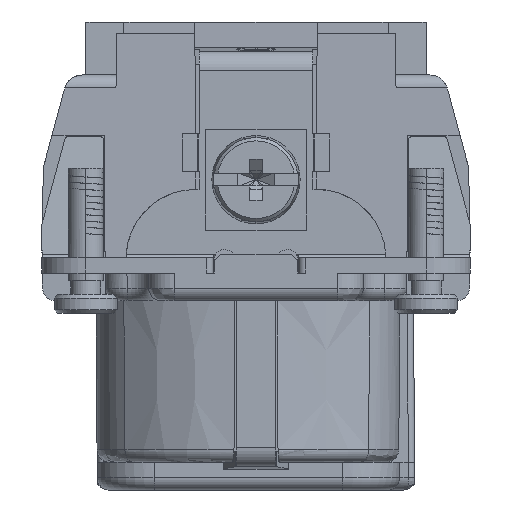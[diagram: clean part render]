
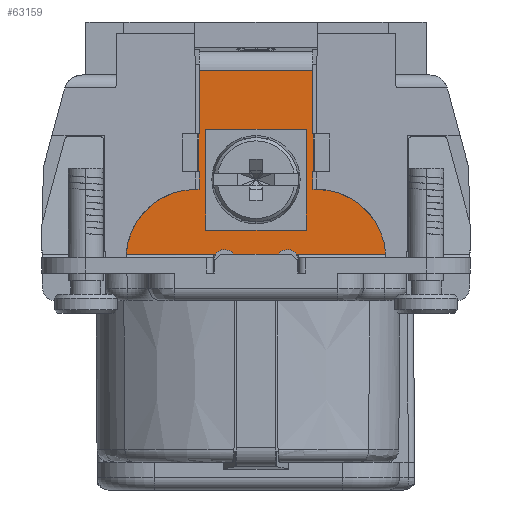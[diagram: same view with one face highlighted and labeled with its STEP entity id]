
A CAD part, left-side view. The second image highlights one B-rep face of the part: STEP entity #63159.
In plain terms, the highlighted planar face has unit normal (-1, 0, 0).
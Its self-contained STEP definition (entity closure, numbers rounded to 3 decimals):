
#10526=DIRECTION('',(0.,-1.,0.));
#10527=VECTOR('',#10526,7.085);
#10528=CARTESIAN_POINT('',(-33.15,-3.203,2.2));
#10529=LINE('',#10528,#10527);
#10556=CARTESIAN_POINT('',(-33.15,2.475,1.629));
#10557=DIRECTION('',(-1.,0.,0.));
#10558=DIRECTION('',(0.,-1.,0.));
#10559=AXIS2_PLACEMENT_3D('',#10556,#10557,#10558);
#10561=CARTESIAN_POINT('',(-33.15,4.8,1.829));
#10562=DIRECTION('',(1.,0.,0.));
#10563=DIRECTION('',(0.,0.998,0.067));
#10564=AXIS2_PLACEMENT_3D('',#10561,#10562,#10563);
#10566=CARTESIAN_POINT('',(-33.15,-4.8,1.829));
#10567=DIRECTION('',(1.,0.,0.));
#10568=DIRECTION('',(0.,0.,1.));
#10569=AXIS2_PLACEMENT_3D('',#10566,#10567,#10568);
#10571=CARTESIAN_POINT('',(-33.15,-2.475,1.629));
#10572=DIRECTION('',(-1.,0.,0.));
#10573=DIRECTION('',(0.,-0.787,0.618));
#10574=AXIS2_PLACEMENT_3D('',#10571,#10572,#10573);
#10576=DIRECTION('',(0.,0.,-1.));
#10577=VECTOR('',#10576,8.);
#10578=CARTESIAN_POINT('',(-33.15,4.,12.1));
#10579=LINE('',#10578,#10577);
#10580=DIRECTION('',(0.,-1.,0.));
#10581=VECTOR('',#10580,8.);
#10582=CARTESIAN_POINT('',(-33.15,4.,4.1));
#10583=LINE('',#10582,#10581);
#10584=DIRECTION('',(0.,0.,1.));
#10585=VECTOR('',#10584,8.);
#10586=CARTESIAN_POINT('',(-33.15,-4.,4.1));
#10587=LINE('',#10586,#10585);
#10588=DIRECTION('',(0.,1.,0.));
#10589=VECTOR('',#10588,8.);
#10590=CARTESIAN_POINT('',(-33.15,-4.,12.1));
#10591=LINE('',#10590,#10589);
#10610=DIRECTION('',(0.,0.,1.));
#10611=VECTOR('',#10610,0.45);
#10612=CARTESIAN_POINT('',(-33.15,-1.55,1.179));
#10613=LINE('',#10612,#10611);
#11028=DIRECTION('',(0.,1.,0.));
#11029=VECTOR('',#11028,0.3);
#11030=CARTESIAN_POINT('',(-33.15,-4.8,7.329));
#11031=LINE('',#11030,#11029);
#11036=DIRECTION('',(0.,0.,1.));
#11037=VECTOR('',#11036,1.4);
#11038=CARTESIAN_POINT('',(-33.15,-4.5,7.329));
#11039=LINE('',#11038,#11037);
#11049=DIRECTION('',(0.,-1.,0.));
#11050=VECTOR('',#11049,0.05);
#11051=CARTESIAN_POINT('',(-33.15,-4.5,8.729));
#11052=LINE('',#11051,#11050);
#11071=DIRECTION('',(0.,0.,1.));
#11072=VECTOR('',#11071,3.);
#11073=CARTESIAN_POINT('',(-33.15,-4.55,8.729));
#11074=LINE('',#11073,#11072);
#11080=DIRECTION('',(0.,1.,0.));
#11081=VECTOR('',#11080,0.05);
#11082=CARTESIAN_POINT('',(-33.15,-4.55,11.729));
#11083=LINE('',#11082,#11081);
#11109=DIRECTION('',(0.,0.,1.));
#11110=VECTOR('',#11109,5.05);
#11111=CARTESIAN_POINT('',(-33.15,-4.5,11.729));
#11112=LINE('',#11111,#11110);
#11249=DIRECTION('',(0.,0.,-1.));
#11250=VECTOR('',#11249,5.05);
#11251=CARTESIAN_POINT('',(-33.15,4.5,16.779));
#11252=LINE('',#11251,#11250);
#11257=DIRECTION('',(0.,1.,0.));
#11258=VECTOR('',#11257,9.);
#11259=CARTESIAN_POINT('',(-33.15,-4.5,16.779));
#11260=LINE('',#11259,#11258);
#11270=DIRECTION('',(0.,1.,0.));
#11271=VECTOR('',#11270,0.05);
#11272=CARTESIAN_POINT('',(-33.15,4.5,11.729));
#11273=LINE('',#11272,#11271);
#11457=DIRECTION('',(0.,1.,0.));
#11458=VECTOR('',#11457,0.3);
#11459=CARTESIAN_POINT('',(-33.15,4.5,7.329));
#11460=LINE('',#11459,#11458);
#11517=DIRECTION('',(0.,-1.,0.));
#11518=VECTOR('',#11517,0.05);
#11519=CARTESIAN_POINT('',(-33.15,4.55,8.729));
#11520=LINE('',#11519,#11518);
#11550=DIRECTION('',(0.,0.,-1.));
#11551=VECTOR('',#11550,3.);
#11552=CARTESIAN_POINT('',(-33.15,4.55,11.729));
#11553=LINE('',#11552,#11551);
#11558=DIRECTION('',(0.,0.,-1.));
#11559=VECTOR('',#11558,1.4);
#11560=CARTESIAN_POINT('',(-33.15,4.5,8.729));
#11561=LINE('',#11560,#11559);
#11887=DIRECTION('',(0.,0.,-1.));
#11888=VECTOR('',#11887,0.45);
#11889=CARTESIAN_POINT('',(-33.15,1.55,1.629));
#11890=LINE('',#11889,#11888);
#12131=DIRECTION('',(0.,-1.,0.));
#12132=VECTOR('',#12131,7.085);
#12133=CARTESIAN_POINT('',(-33.15,10.287,2.2));
#12134=LINE('',#12133,#12132);
#13267=DIRECTION('',(0.,1.,0.));
#13268=VECTOR('',#13267,3.1);
#13269=CARTESIAN_POINT('',(-33.15,-1.55,1.179));
#13270=LINE('',#13269,#13268);
#50965=CARTESIAN_POINT('',(-33.15,-4.55,8.729));
#50966=VERTEX_POINT('',#50965);
#50967=CARTESIAN_POINT('',(-33.15,-4.55,11.729));
#50968=VERTEX_POINT('',#50967);
#50971=CARTESIAN_POINT('',(-33.15,-4.5,11.729));
#50972=VERTEX_POINT('',#50971);
#51007=CARTESIAN_POINT('',(-33.15,1.55,1.629));
#51008=VERTEX_POINT('',#51007);
#51013=CARTESIAN_POINT('',(-33.15,3.203,2.2));
#51014=VERTEX_POINT('',#51013);
#51015=CARTESIAN_POINT('',(-33.15,10.287,2.2));
#51016=VERTEX_POINT('',#51015);
#51017=CARTESIAN_POINT('',(-33.15,4.8,7.329));
#51018=VERTEX_POINT('',#51017);
#51019=CARTESIAN_POINT('',(-33.15,4.5,7.329));
#51020=VERTEX_POINT('',#51019);
#51021=CARTESIAN_POINT('',(-33.15,4.5,8.729));
#51022=VERTEX_POINT('',#51021);
#51023=CARTESIAN_POINT('',(-33.15,4.55,8.729));
#51024=VERTEX_POINT('',#51023);
#51025=CARTESIAN_POINT('',(-33.15,4.55,11.729));
#51026=VERTEX_POINT('',#51025);
#51027=CARTESIAN_POINT('',(-33.15,4.5,11.729));
#51028=VERTEX_POINT('',#51027);
#51029=CARTESIAN_POINT('',(-33.15,4.5,16.779));
#51030=VERTEX_POINT('',#51029);
#51031=CARTESIAN_POINT('',(-33.15,-4.5,16.779));
#51032=VERTEX_POINT('',#51031);
#51033=CARTESIAN_POINT('',(-33.15,-4.5,8.729));
#51034=VERTEX_POINT('',#51033);
#51035=CARTESIAN_POINT('',(-33.15,-4.5,7.329));
#51036=VERTEX_POINT('',#51035);
#51037=CARTESIAN_POINT('',(-33.15,-4.8,7.329));
#51038=VERTEX_POINT('',#51037);
#51039=CARTESIAN_POINT('',(-33.15,-10.287,2.2));
#51040=VERTEX_POINT('',#51039);
#51041=CARTESIAN_POINT('',(-33.15,-3.203,2.2));
#51042=VERTEX_POINT('',#51041);
#51043=CARTESIAN_POINT('',(-33.15,-1.55,1.629));
#51044=VERTEX_POINT('',#51043);
#51363=CARTESIAN_POINT('',(-33.15,1.55,1.179));
#51365=VERTEX_POINT('',#51363);
#51366=CARTESIAN_POINT('',(-33.15,-1.55,1.179));
#51367=VERTEX_POINT('',#51366);
#51771=CARTESIAN_POINT('',(-33.15,4.,12.1));
#51772=CARTESIAN_POINT('',(-33.15,4.,4.1));
#51773=VERTEX_POINT('',#51771);
#51774=VERTEX_POINT('',#51772);
#51775=CARTESIAN_POINT('',(-33.15,-4.,4.1));
#51776=VERTEX_POINT('',#51775);
#51777=CARTESIAN_POINT('',(-33.15,-4.,12.1));
#51778=VERTEX_POINT('',#51777);
#63100=CARTESIAN_POINT('',(-33.15,0.,-4.171));
#63101=DIRECTION('',(-1.,0.,0.));
#63102=DIRECTION('',(0.,1.,0.));
#63103=AXIS2_PLACEMENT_3D('',#63100,#63101,#63102);
#63104=PLANE('',#63103);
#63106=ORIENTED_EDGE('',*,*,#63105,.T.);
#63108=ORIENTED_EDGE('',*,*,#63107,.F.);
#63110=ORIENTED_EDGE('',*,*,#63109,.T.);
#63112=ORIENTED_EDGE('',*,*,#63111,.F.);
#63114=ORIENTED_EDGE('',*,*,#63113,.T.);
#63116=ORIENTED_EDGE('',*,*,#63115,.F.);
#63118=ORIENTED_EDGE('',*,*,#63117,.F.);
#63120=ORIENTED_EDGE('',*,*,#63119,.F.);
#63122=ORIENTED_EDGE('',*,*,#63121,.F.);
#63124=ORIENTED_EDGE('',*,*,#63123,.F.);
#63126=ORIENTED_EDGE('',*,*,#63125,.F.);
#63128=ORIENTED_EDGE('',*,*,#63127,.F.);
#63130=ORIENTED_EDGE('',*,*,#63129,.F.);
#63132=ORIENTED_EDGE('',*,*,#63131,.F.);
#63134=ORIENTED_EDGE('',*,*,#63133,.F.);
#63136=ORIENTED_EDGE('',*,*,#63135,.F.);
#63138=ORIENTED_EDGE('',*,*,#63137,.F.);
#63140=ORIENTED_EDGE('',*,*,#63139,.F.);
#63142=ORIENTED_EDGE('',*,*,#63141,.T.);
#63143=ORIENTED_EDGE('',*,*,#63026,.F.);
#63144=ORIENTED_EDGE('',*,*,#63075,.T.);
#63146=ORIENTED_EDGE('',*,*,#63145,.F.);
#63147=EDGE_LOOP('',(#63106,#63108,#63110,#63112,#63114,#63116,#63118,#63120,
#63122,#63124,#63126,#63128,#63130,#63132,#63134,#63136,#63138,#63140,#63142,
#63143,#63144,#63146));
#63148=FACE_OUTER_BOUND('',#63147,.F.);
#63150=ORIENTED_EDGE('',*,*,#63149,.T.);
#63152=ORIENTED_EDGE('',*,*,#63151,.T.);
#63154=ORIENTED_EDGE('',*,*,#63153,.T.);
#63156=ORIENTED_EDGE('',*,*,#63155,.T.);
#63157=EDGE_LOOP('',(#63150,#63152,#63154,#63156));
#63158=FACE_BOUND('',#63157,.F.);
#63159=ADVANCED_FACE('',(#63148,#63158),#63104,.T.);
#10560=CIRCLE('',#10559,0.925);
#10565=CIRCLE('',#10564,5.5);
#10570=CIRCLE('',#10569,5.5);
#10575=CIRCLE('',#10574,0.925);
#63026=EDGE_CURVE('',#51042,#51040,#10529,.T.);
#63075=EDGE_CURVE('',#51042,#51044,#10575,.T.);
#63105=EDGE_CURVE('',#51367,#51365,#13270,.T.);
#63107=EDGE_CURVE('',#51008,#51365,#11890,.T.);
#63109=EDGE_CURVE('',#51008,#51014,#10560,.T.);
#63111=EDGE_CURVE('',#51016,#51014,#12134,.T.);
#63113=EDGE_CURVE('',#51016,#51018,#10565,.T.);
#63115=EDGE_CURVE('',#51020,#51018,#11460,.T.);
#63117=EDGE_CURVE('',#51022,#51020,#11561,.T.);
#63119=EDGE_CURVE('',#51024,#51022,#11520,.T.);
#63121=EDGE_CURVE('',#51026,#51024,#11553,.T.);
#63123=EDGE_CURVE('',#51028,#51026,#11273,.T.);
#63125=EDGE_CURVE('',#51030,#51028,#11252,.T.);
#63127=EDGE_CURVE('',#51032,#51030,#11260,.T.);
#63129=EDGE_CURVE('',#50972,#51032,#11112,.T.);
#63131=EDGE_CURVE('',#50968,#50972,#11083,.T.);
#63133=EDGE_CURVE('',#50966,#50968,#11074,.T.);
#63135=EDGE_CURVE('',#51034,#50966,#11052,.T.);
#63137=EDGE_CURVE('',#51036,#51034,#11039,.T.);
#63139=EDGE_CURVE('',#51038,#51036,#11031,.T.);
#63141=EDGE_CURVE('',#51038,#51040,#10570,.T.);
#63145=EDGE_CURVE('',#51367,#51044,#10613,.T.);
#63149=EDGE_CURVE('',#51773,#51774,#10579,.T.);
#63151=EDGE_CURVE('',#51774,#51776,#10583,.T.);
#63153=EDGE_CURVE('',#51776,#51778,#10587,.T.);
#63155=EDGE_CURVE('',#51778,#51773,#10591,.T.);
